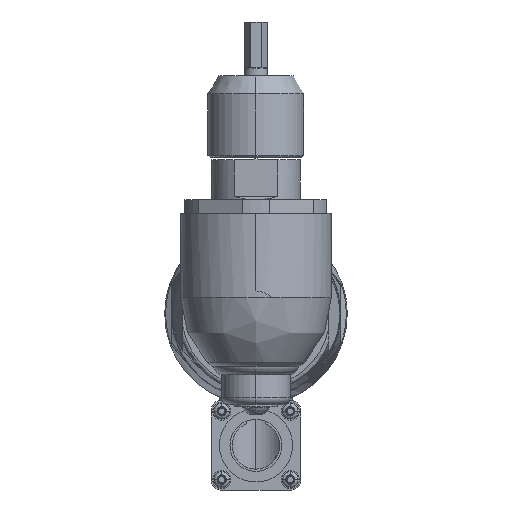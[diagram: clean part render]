
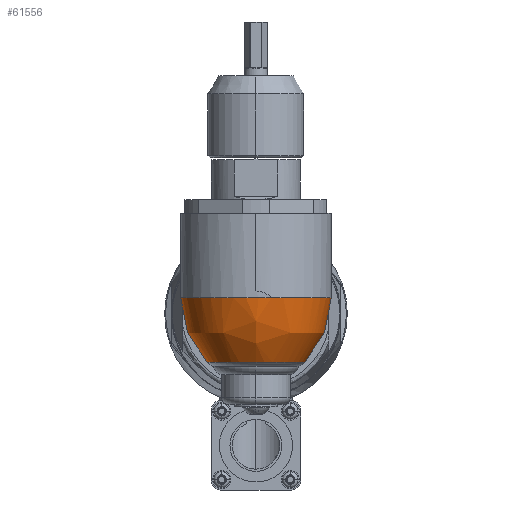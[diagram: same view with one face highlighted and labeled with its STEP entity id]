
A CAD part, left-side view. The second image highlights one B-rep face of the part: STEP entity #61556.
In plain terms, the highlighted free-form (B-spline) face has degree [3, 3] with [7, 4] control points.
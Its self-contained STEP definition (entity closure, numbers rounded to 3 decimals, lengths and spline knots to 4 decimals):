
#51207=CARTESIAN_POINT('',(-17.8035,0.5147,
-0.6632));
#51208=CARTESIAN_POINT('',(-17.8021,0.5447,
-0.6394));
#51209=CARTESIAN_POINT('',(-17.7985,0.6042,
-0.5859));
#51210=CARTESIAN_POINT('',(-17.7883,0.6887,
-0.4868));
#51211=CARTESIAN_POINT('',(-17.7717,0.764,
-0.3669));
#51212=CARTESIAN_POINT('',(-17.7485,0.8219,
-0.2318));
#51213=CARTESIAN_POINT('',(-17.7195,0.8587,
-0.0853));
#51214=CARTESIAN_POINT('',(-17.6865,0.8713,
0.0662));
#51215=CARTESIAN_POINT('',(-17.663,0.8633,
0.1676));
#51216=CARTESIAN_POINT('',(-17.6511,0.8551,
0.218));
#51234=CARTESIAN_POINT('',(-18.2345,0.005,0.218));
#51235=DIRECTION('',(0.,0.,1.));
#51236=DIRECTION('',(0.566,0.825,0.));
#51237=AXIS2_PLACEMENT_3D('',#51234,#51235,#51236);
#51239=CARTESIAN_POINT('',(-18.2345,0.005,-0.6633));
#51240=DIRECTION('',(0.,0.,-1.));
#51241=DIRECTION('',(0.646,-0.764,0.));
#51242=AXIS2_PLACEMENT_3D('',#51239,#51240,#51241);
#51244=CARTESIAN_POINT('',(-19.2437,-0.2055,0.218));
#51260=CARTESIAN_POINT('',(-18.2345,0.005,0.218));
#51261=DIRECTION('',(0.,0.,1.));
#51262=DIRECTION('',(-0.979,-0.204,0.));
#51263=AXIS2_PLACEMENT_3D('',#51260,#51261,#51262);
#51571=CARTESIAN_POINT('',(-17.6511,-0.8451,
0.218));
#51572=CARTESIAN_POINT('',(-17.663,-0.8533,
0.1676));
#51573=CARTESIAN_POINT('',(-17.6865,-0.8613,
0.0664));
#51574=CARTESIAN_POINT('',(-17.7196,-0.8486,
-0.0858));
#51575=CARTESIAN_POINT('',(-17.7485,-0.8119,
-0.2318));
#51576=CARTESIAN_POINT('',(-17.7717,-0.754,
-0.3668));
#51577=CARTESIAN_POINT('',(-17.7883,-0.6786,
-0.487));
#51578=CARTESIAN_POINT('',(-17.7985,-0.594,
-0.5861));
#51579=CARTESIAN_POINT('',(-17.8022,-0.5346,
-0.6394));
#51580=CARTESIAN_POINT('',(-17.8035,-0.5047,
-0.6632));
#59862=VERTEX_POINT('',#51207);
#59863=VERTEX_POINT('',#51216);
#59866=VERTEX_POINT('',#51571);
#59867=VERTEX_POINT('',#51580);
#61335=VERTEX_POINT('',#51244);
#61516=CARTESIAN_POINT('',(-17.5002,-0.7185,
0.2376));
#61517=CARTESIAN_POINT('',(-17.4963,-0.7223,
-0.1112));
#61518=CARTESIAN_POINT('',(-17.591,-0.629,
-0.4336));
#61519=CARTESIAN_POINT('',(-17.7689,-0.4537,
-0.677));
#61520=CARTESIAN_POINT('',(-18.2616,-1.4912,
0.2376));
#61521=CARTESIAN_POINT('',(-18.2617,-1.4991,
-0.1112));
#61522=CARTESIAN_POINT('',(-18.2582,-1.3061,
-0.4336));
#61523=CARTESIAN_POINT('',(-18.2516,-0.9437,
-0.677));
#61524=CARTESIAN_POINT('',(-19.2653,-1.0798,
0.2376));
#61525=CARTESIAN_POINT('',(-19.2708,-1.0855,
-0.1112));
#61526=CARTESIAN_POINT('',(-19.1378,-0.9456,
-0.4336));
#61527=CARTESIAN_POINT('',(-18.8881,-0.6828,
-0.677));
#61528=CARTESIAN_POINT('',(-19.2653,0.005,
0.2376));
#61529=CARTESIAN_POINT('',(-19.2708,0.005,
-0.1112));
#61530=CARTESIAN_POINT('',(-19.1378,0.005,
-0.4336));
#61531=CARTESIAN_POINT('',(-18.8881,0.005,
-0.677));
#61532=CARTESIAN_POINT('',(-19.2653,1.0898,
0.2376));
#61533=CARTESIAN_POINT('',(-19.2708,1.0955,
-0.1112));
#61534=CARTESIAN_POINT('',(-19.1378,0.9556,
-0.4336));
#61535=CARTESIAN_POINT('',(-18.8881,0.6928,
-0.677));
#61536=CARTESIAN_POINT('',(-18.2616,1.5012,
0.2376));
#61537=CARTESIAN_POINT('',(-18.2617,1.5091,
-0.1112));
#61538=CARTESIAN_POINT('',(-18.2582,1.3161,
-0.4336));
#61539=CARTESIAN_POINT('',(-18.2516,0.9537,
-0.677));
#61540=CARTESIAN_POINT('',(-17.5002,0.7285,
0.2376));
#61541=CARTESIAN_POINT('',(-17.4963,0.7323,
-0.1112));
#61542=CARTESIAN_POINT('',(-17.591,0.639,
-0.4336));
#61543=CARTESIAN_POINT('',(-17.7689,0.4637,
-0.677));
#61544=(BOUNDED_SURFACE()B_SPLINE_SURFACE(3,3,((#61516,#61517,#61518,#61519),(
#61520,#61521,#61522,#61523),(#61524,#61525,#61526,#61527),(#61528,#61529,
#61530,#61531),(#61532,#61533,#61534,#61535),(#61536,#61537,#61538,#61539),(
#61540,#61541,#61542,#61543)),.UNSPECIFIED.,.F.,.F.,.F.)B_SPLINE_SURFACE_WITH_KNOTS((4,3,4),(4,4),(0.,1.,2.),(0.,1.),.UNSPECIFIED.)GEOMETRIC_REPRESENTATION_ITEM()RATIONAL_B_SPLINE_SURFACE(((1.512,1.429,
1.429,1.512),(0.886,0.838,
0.838,0.886),(0.886,0.838,
0.838,0.886),(1.512,1.429,
1.429,1.512),(0.886,0.838,
0.838,0.886),(0.886,0.838,
0.838,0.886),(1.512,1.429,
1.429,1.512)))REPRESENTATION_ITEM('')SURFACE());
#61546=ORIENTED_EDGE('',*,*,#61545,.T.);
#61548=ORIENTED_EDGE('',*,*,#61547,.T.);
#61550=ORIENTED_EDGE('',*,*,#61549,.T.);
#61552=ORIENTED_EDGE('',*,*,#61551,.T.);
#61553=ORIENTED_EDGE('',*,*,#61507,.T.);
#61554=EDGE_LOOP('',(#61546,#61548,#61550,#61552,#61553));
#61555=FACE_OUTER_BOUND('',#61554,.F.);
#61556=ADVANCED_FACE('',(#61555),#61544,.T.);
#51217=B_SPLINE_CURVE_WITH_KNOTS('',3,(#51207,#51208,#51209,#51210,#51211,
#51212,#51213,#51214,#51215,#51216),.UNSPECIFIED.,.F.,.F.,(4,1,1,1,1,1,1,4),(
0.,0.1429,0.2857,0.4286,0.5714,
0.7143,0.8571,1.),.UNSPECIFIED.);
#51238=CIRCLE('',#51237,1.031);
#51243=CIRCLE('',#51242,0.6675);
#51264=CIRCLE('',#51263,1.031);
#51581=B_SPLINE_CURVE_WITH_KNOTS('',3,(#51571,#51572,#51573,#51574,#51575,
#51576,#51577,#51578,#51579,#51580),.UNSPECIFIED.,.F.,.F.,(4,1,1,1,1,1,1,4),(
0.,0.1429,0.2857,0.4286,0.5714,
0.7143,0.8571,1.),.UNSPECIFIED.);
#61507=EDGE_CURVE('',#59862,#59863,#51217,.T.);
#61545=EDGE_CURVE('',#59863,#61335,#51238,.T.);
#61547=EDGE_CURVE('',#61335,#59866,#51264,.T.);
#61549=EDGE_CURVE('',#59866,#59867,#51581,.T.);
#61551=EDGE_CURVE('',#59867,#59862,#51243,.T.);
